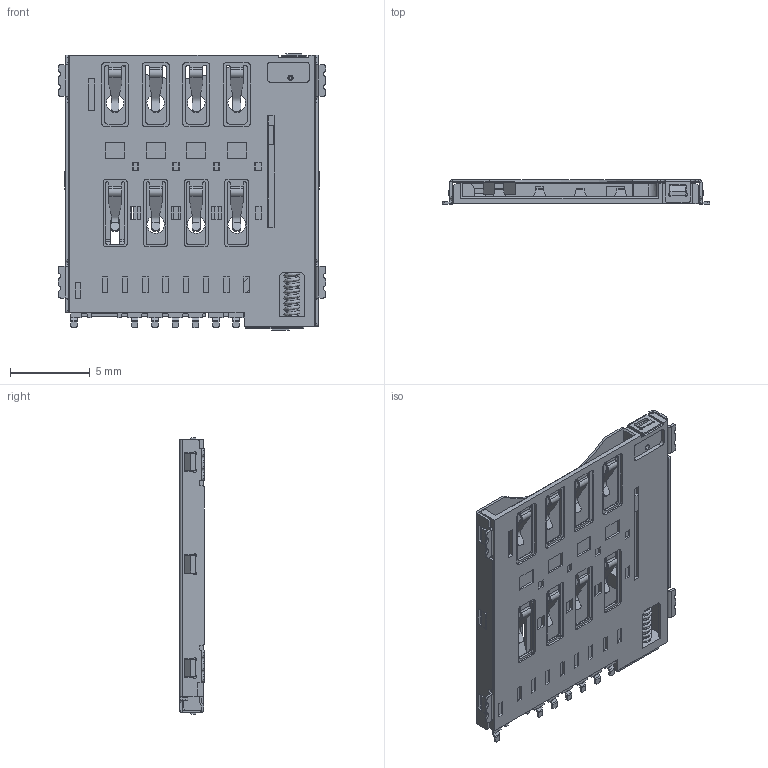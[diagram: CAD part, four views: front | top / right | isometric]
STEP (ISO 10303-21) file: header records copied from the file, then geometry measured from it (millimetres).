
FILE_DESCRIPTION (( 'STEP AP214' ), '1' );
FILE_NAME ('SIM7100-6-1-15-00-A.STEP', '2021-09-22T11:58:39', ( '' ), ( '' ), 'SwSTEP 2.0', 'SolidWorks 2017', '' );
FILE_SCHEMA (( 'AUTOMOTIVE_DESIGN' ));
Length unit declared in the file: millimetre
Products named in the file (1): SIM7100-6-1-15-00-A
Bounding box: 16.75 x 1.53 x 17.33 mm (x, y, z)
Volume: 158.3 mm3; surface area: 1368.1 mm2
Topology: 43 solids, 43 shells, 1303 faces, 3559 edges, 2343 vertices
Faces by surface type: plane 856, cylinder 431, torus 8, cone 6, bspline 2
Entity records: 46698 total; most frequent: CARTESIAN_POINT 12238, ORIENTED_EDGE 7118, DIRECTION 7028, EDGE_CURVE 3559, VECTOR 2650, LINE 2650, VERTEX_POINT 2343, AXIS2_PLACEMENT_3D 2189
